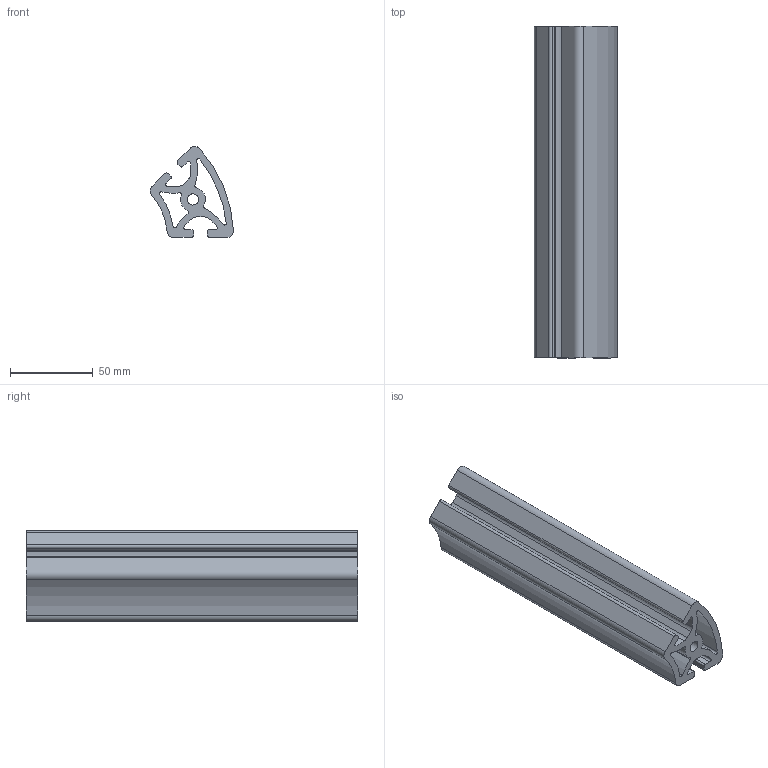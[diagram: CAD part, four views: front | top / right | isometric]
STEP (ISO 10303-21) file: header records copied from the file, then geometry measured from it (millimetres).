
FILE_DESCRIPTION(/* description */ ('Aluminiumprofil R40/80-45°'),/* implementation_level */ '2;1');
FILE_NAME(/* name */ 'Syskomp 281408941 Aluminiumprofil R40_80-45°.stp',/* time_stamp */ '2017-06-08T13:35:02+02:00',/* author */ ('wheldmann'),/* organization */ (''),/* preprocessor_version */ 'ST-DEVELOPER v16.1',/* originating_system */ 'Autodesk Inventor 2016',/* authorisation */ ' ');
FILE_SCHEMA (('AUTOMOTIVE_DESIGN { 1 0 10303 214 3 1 1 }'));
Length unit declared in the file: millimetre
Products named in the file (1): 281408941 Aluminiumprofil R40_80-45° - 200
Bounding box: 50.07 x 200 x 54.84 mm (x, y, z)
Volume: 205077.2 mm3; surface area: 86708.5 mm2
Topology: 1 solids, 1 shells, 59 faces, 171 edges, 114 vertices
Faces by surface type: cylinder 43, plane 16
Full cylindrical faces by diameter (mm): 6.8 x1
Entity records: 2022 total; most frequent: DIRECTION 376, CARTESIAN_POINT 344, ORIENTED_EDGE 340, EDGE_CURVE 170, AXIS2_PLACEMENT_3D 146, VERTEX_POINT 114, CIRCLE 86, LINE 84
